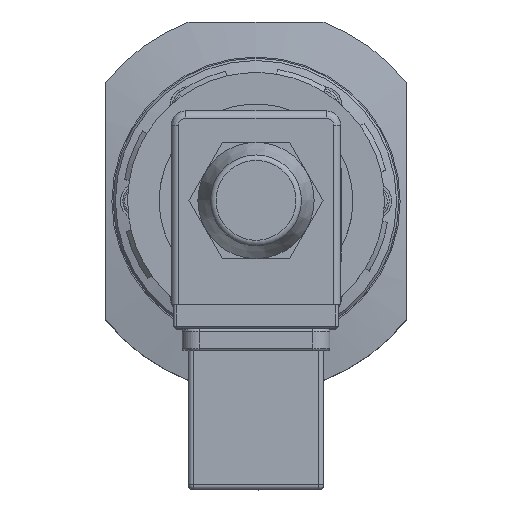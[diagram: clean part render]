
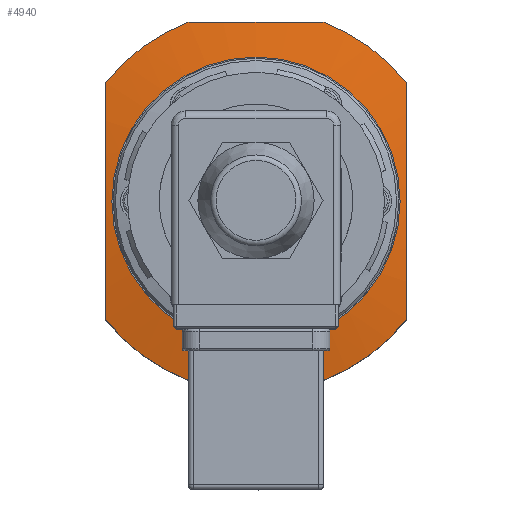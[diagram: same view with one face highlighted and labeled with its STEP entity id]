
A CAD part, top view. The second image highlights one B-rep face of the part: STEP entity #4940.
In plain terms, the highlighted conical face has half-angle 80 degrees and reference radius 37.357 mm.
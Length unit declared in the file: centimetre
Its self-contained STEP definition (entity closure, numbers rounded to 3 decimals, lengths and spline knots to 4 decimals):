
#56=CONICAL_SURFACE('',#5323,3.7357,80.);
#115=(
BOUNDED_CURVE()
B_SPLINE_CURVE(2,(#7616,#7617,#7618),.UNSPECIFIED.,.F.,.F.)
B_SPLINE_CURVE_WITH_KNOTS((3,3),(0.621,5.9114),
 .UNSPECIFIED.)
CURVE()
GEOMETRIC_REPRESENTATION_ITEM()
RATIONAL_B_SPLINE_CURVE((1.077,1.373,1.077))
REPRESENTATION_ITEM('')
);
#116=(
BOUNDED_CURVE()
B_SPLINE_CURVE(2,(#7633,#7634,#7635),.UNSPECIFIED.,.F.,.F.)
B_SPLINE_CURVE_WITH_KNOTS((3,3),(0.621,5.9114),
 .UNSPECIFIED.)
CURVE()
GEOMETRIC_REPRESENTATION_ITEM()
RATIONAL_B_SPLINE_CURVE((1.077,1.373,1.077))
REPRESENTATION_ITEM('')
);
#117=(
BOUNDED_CURVE()
B_SPLINE_CURVE(2,(#7651,#7652,#7653),.UNSPECIFIED.,.F.,.F.)
B_SPLINE_CURVE_WITH_KNOTS((3,3),(1.0748,4.0426),
 .UNSPECIFIED.)
CURVE()
GEOMETRIC_REPRESENTATION_ITEM()
RATIONAL_B_SPLINE_CURVE((1.071,1.144,1.071))
REPRESENTATION_ITEM('')
);
#118=(
BOUNDED_CURVE()
B_SPLINE_CURVE(2,(#7654,#7655,#7656),.UNSPECIFIED.,.F.,.F.)
B_SPLINE_CURVE_WITH_KNOTS((3,3),(1.0748,4.0426),
 .UNSPECIFIED.)
CURVE()
GEOMETRIC_REPRESENTATION_ITEM()
RATIONAL_B_SPLINE_CURVE((1.071,1.144,1.071))
REPRESENTATION_ITEM('')
);
#912=FACE_BOUND('',#1422,.T.);
#1094=FACE_OUTER_BOUND('',#1421,.T.);
#1421=EDGE_LOOP('',(#3371,#3372,#3373,#3374,#3375,#3376,#3377,#3378));
#1422=EDGE_LOOP('',(#3379));
#1781=CIRCLE('',#5312,3.95);
#1782=CIRCLE('',#5314,3.95);
#1783=CIRCLE('',#5317,3.95);
#1784=CIRCLE('',#5319,3.95);
#1786=CIRCLE('',#5322,2.975);
#2101=VERTEX_POINT('',#7614);
#2102=VERTEX_POINT('',#7615);
#2103=VERTEX_POINT('',#7622);
#2104=VERTEX_POINT('',#7626);
#2105=VERTEX_POINT('',#7627);
#2106=VERTEX_POINT('',#7632);
#2107=VERTEX_POINT('',#7638);
#2108=VERTEX_POINT('',#7642);
#2110=VERTEX_POINT('',#7648);
#2573=EDGE_CURVE('',#2101,#2102,#115,.T.);
#2576=EDGE_CURVE('',#2103,#2101,#1781,.T.);
#2578=EDGE_CURVE('',#2104,#2105,#1782,.T.);
#2581=EDGE_CURVE('',#2106,#2104,#116,.T.);
#2583=EDGE_CURVE('',#2107,#2106,#1783,.T.);
#2585=EDGE_CURVE('',#2102,#2108,#1784,.T.);
#2588=EDGE_CURVE('',#2110,#2110,#1786,.T.);
#2589=EDGE_CURVE('',#2108,#2107,#117,.T.);
#2590=EDGE_CURVE('',#2105,#2103,#118,.T.);
#3371=ORIENTED_EDGE('',*,*,#2578,.F.);
#3372=ORIENTED_EDGE('',*,*,#2581,.F.);
#3373=ORIENTED_EDGE('',*,*,#2583,.F.);
#3374=ORIENTED_EDGE('',*,*,#2589,.F.);
#3375=ORIENTED_EDGE('',*,*,#2585,.F.);
#3376=ORIENTED_EDGE('',*,*,#2573,.F.);
#3377=ORIENTED_EDGE('',*,*,#2576,.F.);
#3378=ORIENTED_EDGE('',*,*,#2590,.F.);
#3379=ORIENTED_EDGE('',*,*,#2588,.T.);
#4940=ADVANCED_FACE('',(#1094,#912),#56,.T.);
#5312=AXIS2_PLACEMENT_3D('',#7623,#6101,#6102);
#5314=AXIS2_PLACEMENT_3D('',#7628,#6106,#6107);
#5317=AXIS2_PLACEMENT_3D('',#7639,#6115,#6116);
#5319=AXIS2_PLACEMENT_3D('',#7643,#6120,#6121);
#5322=AXIS2_PLACEMENT_3D('',#7649,#6127,#6128);
#5323=AXIS2_PLACEMENT_3D('',#7650,#6129,#6130);
#6101=DIRECTION('center_axis',(0.,0.,-1.));
#6102=DIRECTION('ref_axis',(-0.785,-0.62,0.));
#6106=DIRECTION('center_axis',(0.,0.,-1.));
#6107=DIRECTION('ref_axis',(0.35,-0.937,0.));
#6115=DIRECTION('center_axis',(0.,0.,-1.));
#6116=DIRECTION('ref_axis',(0.785,0.62,0.));
#6120=DIRECTION('center_axis',(0.,0.,-1.));
#6121=DIRECTION('ref_axis',(-0.35,0.937,0.));
#6127=DIRECTION('center_axis',(0.,0.,-1.));
#6128=DIRECTION('ref_axis',(0.,1.,0.));
#6129=DIRECTION('center_axis',(0.,0.,-1.));
#6130=DIRECTION('ref_axis',(0.,1.,0.));
#7614=CARTESIAN_POINT('',(3.1,2.448,3.0781));
#7615=CARTESIAN_POINT('',(3.1,-2.448,3.0781));
#7616=CARTESIAN_POINT('Ctrl Pts',(3.1,2.448,3.0781));
#7617=CARTESIAN_POINT('Ctrl Pts',(3.1,0.,3.3456));
#7618=CARTESIAN_POINT('Ctrl Pts',(3.1,-2.448,3.0781));
#7622=CARTESIAN_POINT('',(1.3829,3.7,3.0781));
#7623=CARTESIAN_POINT('Origin',(0.,0.,3.0781));
#7626=CARTESIAN_POINT('',(-3.1,2.448,3.0781));
#7627=CARTESIAN_POINT('',(-1.3829,3.7,3.0781));
#7628=CARTESIAN_POINT('Origin',(0.,0.,3.0781));
#7632=CARTESIAN_POINT('',(-3.1,-2.448,3.0781));
#7633=CARTESIAN_POINT('Ctrl Pts',(-3.1,-2.448,3.0781));
#7634=CARTESIAN_POINT('Ctrl Pts',(-3.1,0.,3.3456));
#7635=CARTESIAN_POINT('Ctrl Pts',(-3.1,2.448,3.0781));
#7638=CARTESIAN_POINT('',(-1.3829,-3.7,3.0781));
#7639=CARTESIAN_POINT('Origin',(0.,0.,3.0781));
#7642=CARTESIAN_POINT('',(1.3829,-3.7,3.0781));
#7643=CARTESIAN_POINT('Origin',(0.,0.,3.0781));
#7648=CARTESIAN_POINT('',(0.,2.975,3.25));
#7649=CARTESIAN_POINT('Origin',(0.,0.,3.25));
#7650=CARTESIAN_POINT('Origin',(0.,0.,3.1159));
#7651=CARTESIAN_POINT('Ctrl Pts',(1.3829,-3.7,3.0781));
#7652=CARTESIAN_POINT('Ctrl Pts',(0.,-3.7,3.1635));
#7653=CARTESIAN_POINT('Ctrl Pts',(-1.3829,-3.7,3.0781));
#7654=CARTESIAN_POINT('Ctrl Pts',(-1.3829,3.7,3.0781));
#7655=CARTESIAN_POINT('Ctrl Pts',(0.,3.7,3.1635));
#7656=CARTESIAN_POINT('Ctrl Pts',(1.3829,3.7,3.0781));
